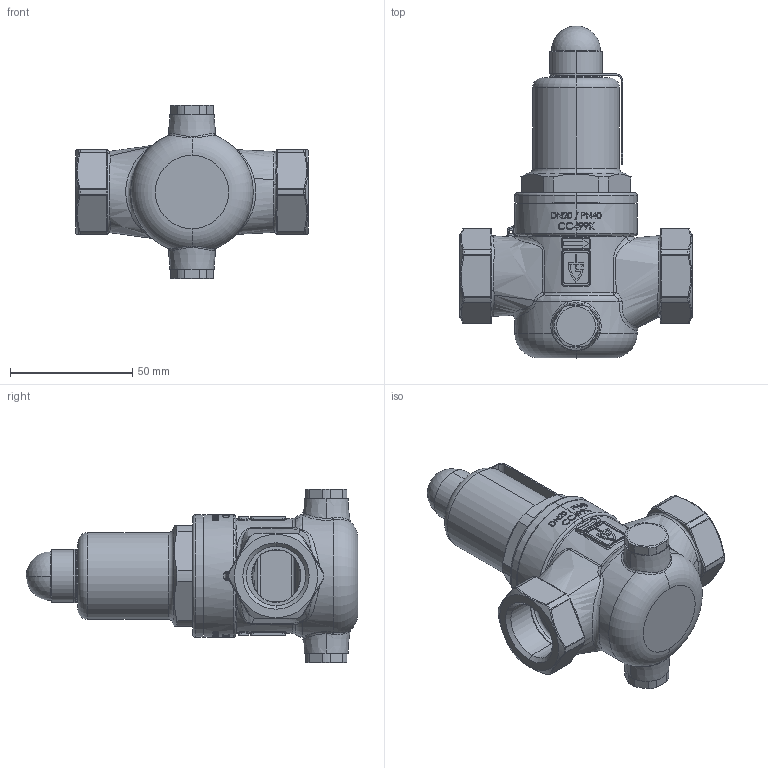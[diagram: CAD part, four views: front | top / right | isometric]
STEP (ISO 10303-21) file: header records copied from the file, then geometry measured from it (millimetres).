
FILE_DESCRIPTION (( 'STEP AP214' ), '1' );
FILE_NAME ('681mGFO-SP-20-f+f-20+20.STEP', '2016-04-15T08:16:18', ( '' ), ( '' ), 'SwSTEP 2.0', 'SolidWorks 2016', '' );
FILE_SCHEMA (( 'AUTOMOTIVE_DESIGN' ));
Length unit declared in the file: millimetre
Products named in the file (1): 681mGFO-SP-20-f+f-20+20
Bounding box: 95 x 135.7 x 71 mm (x, y, z)
Volume: 104311.7 mm3; surface area: 58874.1 mm2
Topology: 8 solids, 10 shells, 1243 faces, 3090 edges, 1922 vertices
Faces by surface type: plane 416, cylinder 313, bspline 275, torus 110, cone 69, sphere 60
Entity records: 72917 total; most frequent: CARTESIAN_POINT 31625, ORIENTED_EDGE 6150, DIRECTION 5189, EDGE_CURVE 3075, AXIS2_PLACEMENT_3D 2005, VERTEX_POINT 1919, EDGE_LOOP 1330, UNCERTAINTY_MEASURE_WITH_UNIT 1253
